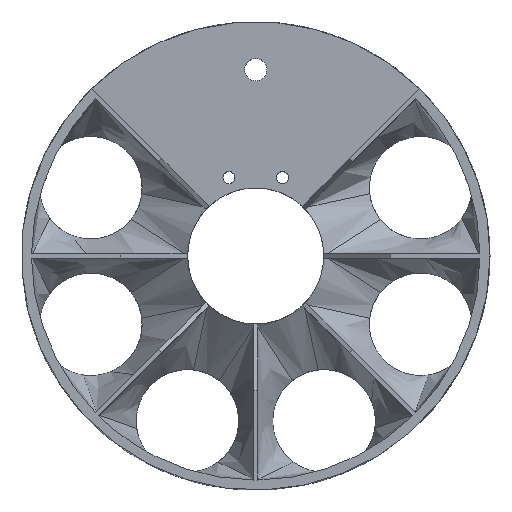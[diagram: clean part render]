
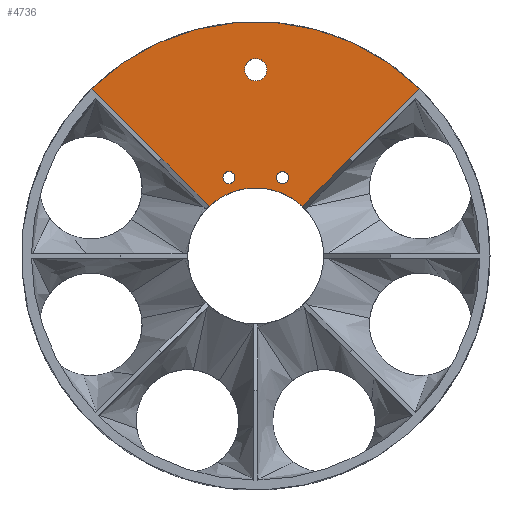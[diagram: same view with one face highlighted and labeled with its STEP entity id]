
A CAD part, top view. The second image highlights one B-rep face of the part: STEP entity #4736.
In plain terms, the highlighted planar face has unit normal (0, 0, 1).
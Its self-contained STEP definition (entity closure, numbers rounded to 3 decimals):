
#1902 = EDGE_CURVE('',#1903,#1905,#1907,.T.);
#1903 = VERTEX_POINT('',#1904);
#1904 = CARTESIAN_POINT('',(-70.354,71.768,35.));
#1905 = VERTEX_POINT('',#1906);
#1906 = CARTESIAN_POINT('',(-73.536,74.95,35.));
#1907 = LINE('',#1908,#1909);
#1908 = CARTESIAN_POINT('',(-9.788,11.202,35.));
#1909 = VECTOR('',#1910,1.);
#1910 = DIRECTION('',(-0.707,0.707,0.));
#1933 = EDGE_CURVE('',#1934,#1936,#1938,.T.);
#1934 = VERTEX_POINT('',#1935);
#1935 = CARTESIAN_POINT('',(73.536,74.95,35.));
#1936 = VERTEX_POINT('',#1937);
#1937 = CARTESIAN_POINT('',(20.848,22.262,35.));
#1938 = LINE('',#1939,#1940);
#1939 = CARTESIAN_POINT('',(187.959,189.373,35.));
#1940 = VECTOR('',#1941,1.);
#1941 = DIRECTION('',(-0.707,-0.707,0.));
#1965 = EDGE_CURVE('',#1966,#1968,#1970,.T.);
#1966 = VERTEX_POINT('',#1967);
#1967 = CARTESIAN_POINT('',(-70.354,71.768,35.));
#1968 = VERTEX_POINT('',#1969);
#1969 = CARTESIAN_POINT('',(-20.848,22.262,35.));
#1970 = LINE('',#1971,#1972);
#1971 = CARTESIAN_POINT('',(-10.071,11.485,35.));
#1972 = VECTOR('',#1973,1.);
#1973 = DIRECTION('',(0.707,-0.707,0.));
#1997 = EDGE_CURVE('',#1903,#1966,#1998,.T.);
#1998 = CIRCLE('',#1999,100.5);
#1999 = AXIS2_PLACEMENT_3D('',#2000,#2001,#2002);
#2000 = CARTESIAN_POINT('',(0.,0.,35.));
#2001 = DIRECTION('',(0.,0.,1.));
#2002 = DIRECTION('',(-0.454,-0.891,0.));
#2015 = EDGE_CURVE('',#2016,#2016,#2018,.T.);
#2016 = VERTEX_POINT('',#2017);
#2017 = CARTESIAN_POINT('',(-9.3,35.1,35.));
#2018 = CIRCLE('',#2019,2.7);
#2019 = AXIS2_PLACEMENT_3D('',#2020,#2021,#2022);
#2020 = CARTESIAN_POINT('',(-12.,35.1,35.));
#2021 = DIRECTION('',(0.,0.,1.));
#2022 = DIRECTION('',(1.,0.,0.));
#2040 = EDGE_CURVE('',#2041,#2041,#2043,.T.);
#2041 = VERTEX_POINT('',#2042);
#2042 = CARTESIAN_POINT('',(14.7,35.1,35.));
#2043 = CIRCLE('',#2044,2.7);
#2044 = AXIS2_PLACEMENT_3D('',#2045,#2046,#2047);
#2045 = CARTESIAN_POINT('',(12.,35.1,35.));
#2046 = DIRECTION('',(0.,0.,1.));
#2047 = DIRECTION('',(1.,0.,0.));
#2065 = EDGE_CURVE('',#2066,#2066,#2068,.T.);
#2066 = VERTEX_POINT('',#2067);
#2067 = CARTESIAN_POINT('',(5.,83.5,35.));
#2068 = CIRCLE('',#2069,5.);
#2069 = AXIS2_PLACEMENT_3D('',#2070,#2071,#2072);
#2070 = CARTESIAN_POINT('',(0.,83.5,35.));
#2071 = DIRECTION('',(0.,0.,1.));
#2072 = DIRECTION('',(1.,0.,0.));
#4736 = ADVANCED_FACE('',(#4737,#4766,#4769,#4772),#4775,.T.);
#4737 = FACE_BOUND('',#4738,.T.);
#4738 = EDGE_LOOP('',(#4739,#4740,#4747,#4748,#4749,#4750,#4759));
#4739 = ORIENTED_EDGE('',*,*,#1933,.F.);
#4740 = ORIENTED_EDGE('',*,*,#4741,.T.);
#4741 = EDGE_CURVE('',#1934,#1905,#4742,.T.);
#4742 = CIRCLE('',#4743,105.);
#4743 = AXIS2_PLACEMENT_3D('',#4744,#4745,#4746);
#4744 = CARTESIAN_POINT('',(0.,0.,35.));
#4745 = DIRECTION('',(0.,0.,1.));
#4746 = DIRECTION('',(1.,0.,0.));
#4747 = ORIENTED_EDGE('',*,*,#1902,.F.);
#4748 = ORIENTED_EDGE('',*,*,#1997,.T.);
#4749 = ORIENTED_EDGE('',*,*,#1965,.T.);
#4750 = ORIENTED_EDGE('',*,*,#4751,.F.);
#4751 = EDGE_CURVE('',#4752,#1968,#4754,.T.);
#4752 = VERTEX_POINT('',#4753);
#4753 = CARTESIAN_POINT('',(20.848,22.262,35.));
#4754 = CIRCLE('',#4755,30.5);
#4755 = AXIS2_PLACEMENT_3D('',#4756,#4757,#4758);
#4756 = CARTESIAN_POINT('',(0.,0.,35.));
#4757 = DIRECTION('',(0.,0.,1.));
#4758 = DIRECTION('',(1.,0.,0.));
#4759 = ORIENTED_EDGE('',*,*,#4760,.F.);
#4760 = EDGE_CURVE('',#1936,#4752,#4761,.T.);
#4761 = CIRCLE('',#4762,30.5);
#4762 = AXIS2_PLACEMENT_3D('',#4763,#4764,#4765);
#4763 = CARTESIAN_POINT('',(0.,0.,35.));
#4764 = DIRECTION('',(0.,0.,1.));
#4765 = DIRECTION('',(-0.454,-0.891,0.));
#4766 = FACE_BOUND('',#4767,.T.);
#4767 = EDGE_LOOP('',(#4768));
#4768 = ORIENTED_EDGE('',*,*,#2065,.F.);
#4769 = FACE_BOUND('',#4770,.T.);
#4770 = EDGE_LOOP('',(#4771));
#4771 = ORIENTED_EDGE('',*,*,#2015,.F.);
#4772 = FACE_BOUND('',#4773,.T.);
#4773 = EDGE_LOOP('',(#4774));
#4774 = ORIENTED_EDGE('',*,*,#2040,.F.);
#4775 = PLANE('',#4776);
#4776 = AXIS2_PLACEMENT_3D('',#4777,#4778,#4779);
#4777 = CARTESIAN_POINT('',(0.,0.,35.));
#4778 = DIRECTION('',(0.,0.,1.));
#4779 = DIRECTION('',(1.,0.,0.));
